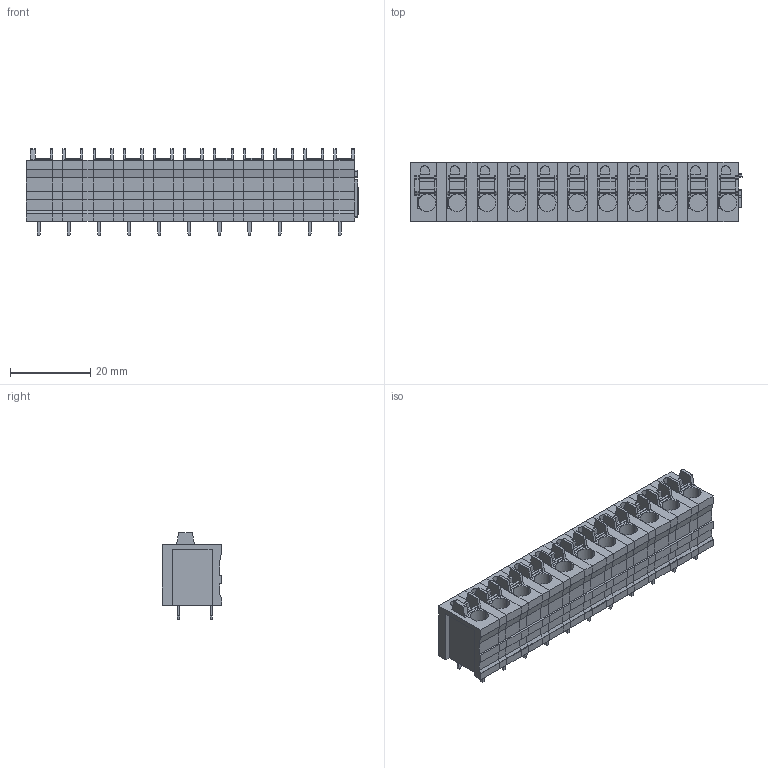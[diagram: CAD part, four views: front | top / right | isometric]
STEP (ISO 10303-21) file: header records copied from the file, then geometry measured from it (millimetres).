
FILE_DESCRIPTION(('CATIA V5 STEP Exchange','CAx-IF Rec.Pracs.--- Model Styling and Organization---1.4--- 2014-01-23'),'2;1');
FILE_NAME ('1296394-1_0', '2022-05-31T06:40:09+00:00', ('none'), ('Weidmueller'), 'CATIA Version 5-6 Release 2016 SP3 HF44', 'CATIA V5 STEP AP214', 'none');
FILE_SCHEMA(('AUTOMOTIVE_DESIGN { 1 0 10303 214 1 1 1 1 }'));
Length unit declared in the file: millimetre
Products named in the file (1): 2774740000
Bounding box: 82.73 x 14.8 x 21.6 mm (x, y, z)
Volume: 16983.2 mm3; surface area: 16827.8 mm2
Topology: 43 solids, 43 shells, 990 faces, 2637 edges, 1758 vertices
Faces by surface type: plane 810, cylinder 180
Entity records: 31442 total; most frequent: CARTESIAN_POINT 6314, ORIENTED_EDGE 5274, DIRECTION 4322, EDGE_CURVE 2637, VECTOR 2255, LINE 2255, VERTEX_POINT 1758, AXIS2_PLACEMENT_3D 1173
